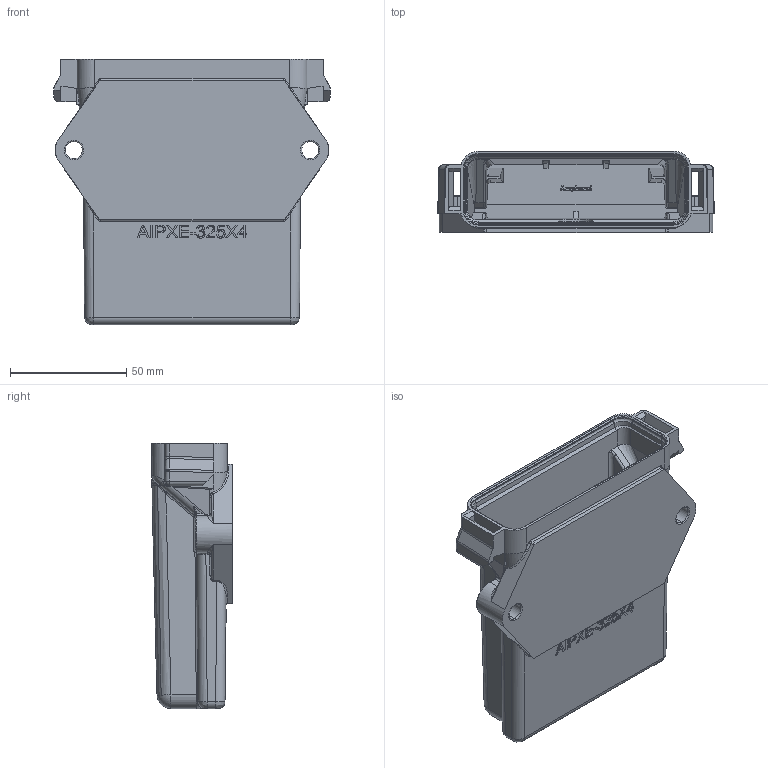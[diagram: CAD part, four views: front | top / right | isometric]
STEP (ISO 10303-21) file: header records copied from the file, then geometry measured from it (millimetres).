
FILE_DESCRIPTION((''),'2;1');
FILE_NAME('AIPXE-325X4B','2019-01-31T',('sullen.zhang'),(''),'PRO/ENGINEER BY PARAMETRIC TECHNOLOGY CORPORATION, 2016360','PRO/ENGINEER BY PARAMETRIC TECHNOLOGY CORPORATION, 2016360','');
FILE_SCHEMA(('CONFIG_CONTROL_DESIGN'));
Length unit declared in the file: millimetre
Products named in the file (1): AIPXE-325X4B
Bounding box: 118.78 x 34.75 x 114 mm (x, y, z)
Volume: 117015.8 mm3; surface area: 62861.1 mm2
Topology: 1 solids, 1 shells, 771 faces, 2074 edges, 1320 vertices
Faces by surface type: plane 319, extrusion 158, cylinder 145, bspline 105, torus 22, cone 12, sphere 10
Entity records: 31288 total; most frequent: CARTESIAN_POINT 13653, ORIENTED_EDGE 4126, DIRECTION 2778, EDGE_CURVE 2063, VERTEX_POINT 1320, VECTOR 1272, LINE 1114, B_SPLINE_CURVE_WITH_KNOTS 862
